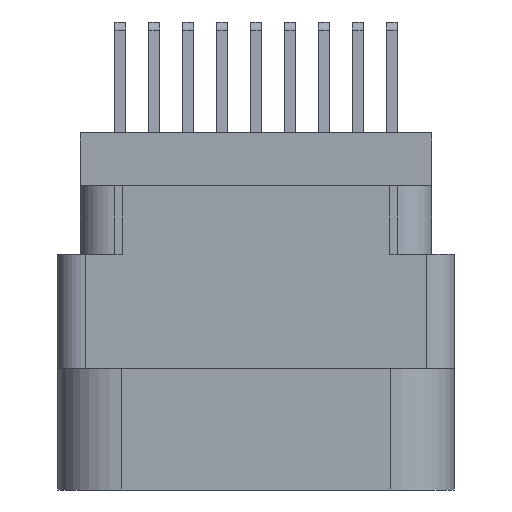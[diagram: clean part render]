
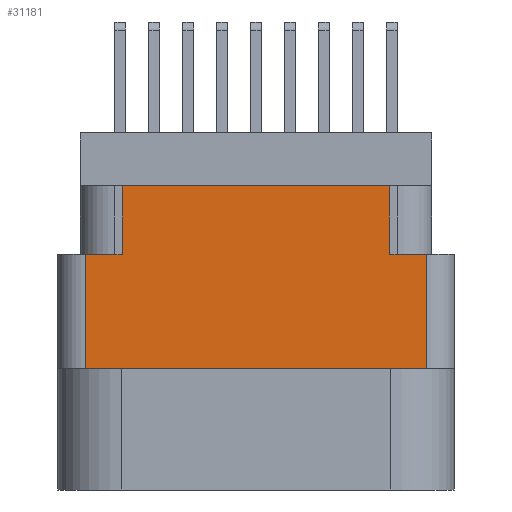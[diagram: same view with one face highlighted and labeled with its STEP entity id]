
A CAD part, left-side view. The second image highlights one B-rep face of the part: STEP entity #31181.
In plain terms, the highlighted planar face has unit normal (-1, 0, 0).
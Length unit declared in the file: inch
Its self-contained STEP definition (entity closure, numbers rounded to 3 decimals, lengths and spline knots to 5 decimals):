
#186 = VERTEX_POINT ( 'NONE', #36946 ) ;
#1227 = CARTESIAN_POINT ( 'NONE',  ( -1., 0., -0.52 ) ) ;
#1638 = DIRECTION ( 'NONE',  ( 0., 0., 1. ) ) ;
#1670 = EDGE_CURVE ( 'NONE', #17785, #6490, #35449, .T. ) ;
#1883 = VECTOR ( 'NONE', #3593, 39.37008 ) ;
#1973 = CARTESIAN_POINT ( 'NONE',  ( -1., 0., -0.268 ) ) ;
#2245 = DIRECTION ( 'NONE',  ( -1., 0., 0. ) ) ;
#3593 = DIRECTION ( 'NONE',  ( 0., 0., 1. ) ) ;
#3693 = ORIENTED_EDGE ( 'NONE', *, *, #9903, .T. ) ;
#3906 = CARTESIAN_POINT ( 'NONE',  ( -1., 0.296, -0.268 ) ) ;
#4915 = LINE ( 'NONE', #16451, #20876 ) ;
#5139 = CARTESIAN_POINT ( 'NONE',  ( -1., 0.376, -0.268 ) ) ;
#5267 = CARTESIAN_POINT ( 'NONE',  ( -1., -0.376, -0.52 ) ) ;
#5303 = PLANE ( 'NONE',  #24927 ) ;
#5596 = DIRECTION ( 'NONE',  ( 0., 0., -1. ) ) ;
#6490 = VERTEX_POINT ( 'NONE', #37642 ) ;
#7232 = DIRECTION ( 'NONE',  ( 0., -1., 0. ) ) ;
#8238 = VECTOR ( 'NONE', #34276, 39.37008 ) ;
#9903 = EDGE_CURVE ( 'NONE', #17785, #37407, #4915, .T. ) ;
#12776 = CARTESIAN_POINT ( 'NONE',  ( -1., -0.296, -0.268 ) ) ;
#12978 = DIRECTION ( 'NONE',  ( 0., 0., 1. ) ) ;
#14092 = CARTESIAN_POINT ( 'NONE',  ( -1., -0.438, -0.789 ) ) ;
#14392 = CARTESIAN_POINT ( 'NONE',  ( -1., 0.376, -0.52 ) ) ;
#14607 = VECTOR ( 'NONE', #12978, 39.37008 ) ;
#14747 = EDGE_CURVE ( 'NONE', #20036, #186, #36166, .T. ) ;
#15405 = DIRECTION ( 'NONE',  ( 0., -1., 0. ) ) ;
#15536 = CARTESIAN_POINT ( 'NONE',  ( -1., -0.376, -0.789 ) ) ;
#15610 = ORIENTED_EDGE ( 'NONE', *, *, #14747, .T. ) ;
#15704 = EDGE_CURVE ( 'NONE', #20036, #36321, #37458, .T. ) ;
#16284 = CARTESIAN_POINT ( 'NONE',  ( -1., -0.296, -0.268 ) ) ;
#16451 = CARTESIAN_POINT ( 'NONE',  ( -1., 0.376, -0.789 ) ) ;
#17785 = VERTEX_POINT ( 'NONE', #5139 ) ;
#18478 = EDGE_CURVE ( 'NONE', #29969, #36321, #19113, .T. ) ;
#18814 = VECTOR ( 'NONE', #29156, 39.37008 ) ;
#19113 = LINE ( 'NONE', #15536, #26393 ) ;
#19272 = ORIENTED_EDGE ( 'NONE', *, *, #19972, .F. ) ;
#19972 = EDGE_CURVE ( 'NONE', #6490, #22089, #30156, .T. ) ;
#20036 = VERTEX_POINT ( 'NONE', #16284 ) ;
#20214 = CARTESIAN_POINT ( 'NONE',  ( -1., 0.438, -0.117 ) ) ;
#20876 = VECTOR ( 'NONE', #5596, 39.37008 ) ;
#21686 = VECTOR ( 'NONE', #15405, 39.37008 ) ;
#22089 = VERTEX_POINT ( 'NONE', #29661 ) ;
#22394 = DIRECTION ( 'NONE',  ( 0., 0., 1. ) ) ;
#24533 = ORIENTED_EDGE ( 'NONE', *, *, #18478, .T. ) ;
#24617 = FACE_OUTER_BOUND ( 'NONE', #37205, .T. ) ;
#24927 = AXIS2_PLACEMENT_3D ( 'NONE', #14092, #2245, #22394 ) ;
#25740 = LINE ( 'NONE', #1227, #31675 ) ;
#26393 = VECTOR ( 'NONE', #1638, 39.37008 ) ;
#26799 = ORIENTED_EDGE ( 'NONE', *, *, #15704, .F. ) ;
#28106 = ORIENTED_EDGE ( 'NONE', *, *, #34577, .T. ) ;
#29156 = DIRECTION ( 'NONE',  ( 0., -1., 0. ) ) ;
#29509 = EDGE_CURVE ( 'NONE', #22089, #186, #31604, .T. ) ;
#29661 = CARTESIAN_POINT ( 'NONE',  ( -1., 0.296, -0.117 ) ) ;
#29969 = VERTEX_POINT ( 'NONE', #5267 ) ;
#30061 = ORIENTED_EDGE ( 'NONE', *, *, #1670, .F. ) ;
#30156 = LINE ( 'NONE', #3906, #14607 ) ;
#31181 = ADVANCED_FACE ( 'NONE', ( #24617 ), #5303, .T. ) ;
#31604 = LINE ( 'NONE', #20214, #18814 ) ;
#31675 = VECTOR ( 'NONE', #7232, 39.37008 ) ;
#34276 = DIRECTION ( 'NONE',  ( 0., -1., 0. ) ) ;
#34577 = EDGE_CURVE ( 'NONE', #37407, #29969, #25740, .T. ) ;
#35449 = LINE ( 'NONE', #36111, #21686 ) ;
#35458 = CARTESIAN_POINT ( 'NONE',  ( -1., -0.376, -0.268 ) ) ;
#36111 = CARTESIAN_POINT ( 'NONE',  ( -1., 0., -0.268 ) ) ;
#36166 = LINE ( 'NONE', #12776, #1883 ) ;
#36321 = VERTEX_POINT ( 'NONE', #35458 ) ;
#36946 = CARTESIAN_POINT ( 'NONE',  ( -1., -0.296, -0.117 ) ) ;
#37205 = EDGE_LOOP ( 'NONE', ( #30061, #3693, #28106, #24533, #26799, #15610, #37516, #19272 ) ) ;
#37407 = VERTEX_POINT ( 'NONE', #14392 ) ;
#37458 = LINE ( 'NONE', #1973, #8238 ) ;
#37516 = ORIENTED_EDGE ( 'NONE', *, *, #29509, .F. ) ;
#37642 = CARTESIAN_POINT ( 'NONE',  ( -1., 0.296, -0.268 ) ) ;
